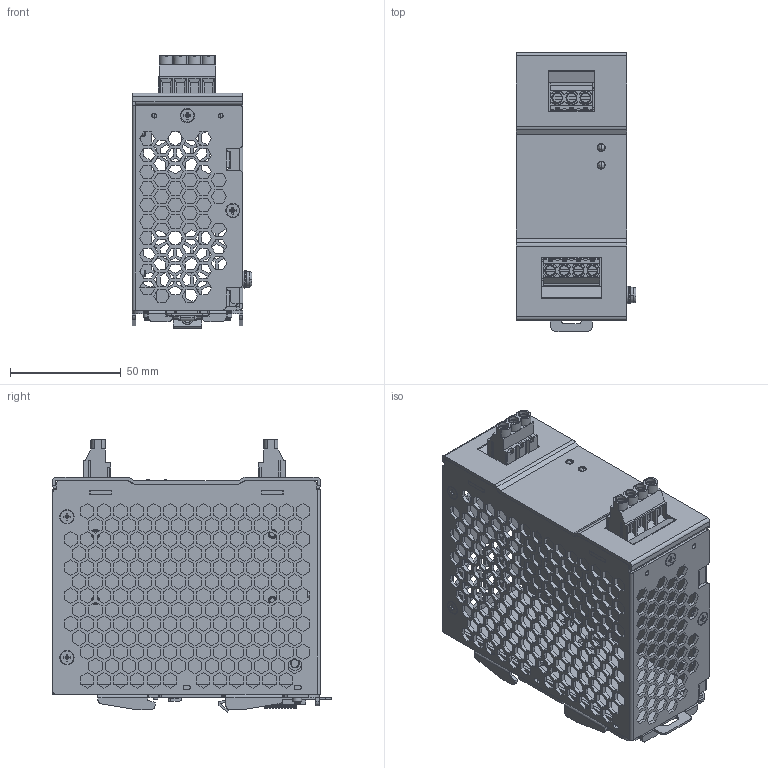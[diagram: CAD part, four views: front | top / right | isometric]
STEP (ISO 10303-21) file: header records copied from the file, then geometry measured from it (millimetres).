
FILE_DESCRIPTION (( 'STEP AP214' ), '1' );
FILE_NAME ('PSB60-REM20S.STEP', '2015-10-29T14:11:39', ( '' ), ( '' ), 'SwSTEP 2.0', 'SolidWorks 2014', '' );
FILE_SCHEMA (( 'AUTOMOTIVE_DESIGN' ));
Length unit declared in the file: inch
Products named in the file (21): 3460088100_2; 3461303000_2; 330306680000_1; 330240380202_1; 330306690101_1; 3100020600_2; 3100000800_1; PSB60-REM20S; 3100000600_1; 3105343000_1; 3202315200_2; 3268209100_2; ASSY_PWB_ASM_1; 3073461946_1; 3073461846_1; 2968121401_DCT-1214_1; 2968120601_DCT-1206_1; EE_LED11-21_2300221331_1; 2958044600_PWB_1; ASSY_LATCH_50X100_ASM_2; 3462026200_2
Assembly tree (31 placements, depth 3):
  PSB60-REM20S
    330306690101_1
    330240380202_1
    330306680000_1
    ASSY_LATCH_50X100_ASM_2
      3461303000_2
      3460088100_2
      3462026200_2
    ASSY_PWB_ASM_1
      2958044600_PWB_1
      EE_LED11-21_2300221331_1  x2
      2968120601_DCT-1206_1
      2968121401_DCT-1214_1
      3073461846_1
      3073461946_1
    3268209100_2
    3202315200_2
    3105343000_1
    3100000600_1  x5
    3100000800_1  x4
    3100020600_2  x4
Bounding box: 54.15 x 126 x 123.24 mm (x, y, z)
Volume: 80760.1 mm3; surface area: 126807.2 mm2
Topology: 31 solids, 31 shells, 4284 faces, 11740 edges, 7579 vertices
Faces by surface type: plane 3160, cylinder 600, bspline 331, cone 150, torus 27, sphere 16
Entity records: 133720 total; most frequent: CARTESIAN_POINT 31959, ORIENTED_EDGE 21204, DIRECTION 18198, EDGE_CURVE 10602, VECTOR 8846, LINE 8846, VERTEX_POINT 6958, AXIS2_PLACEMENT_3D 4676
